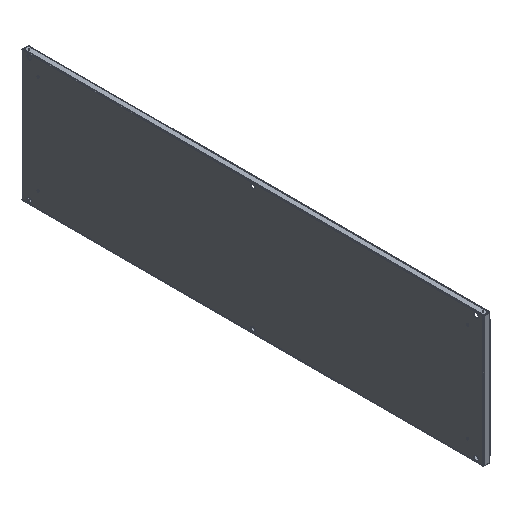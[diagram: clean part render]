
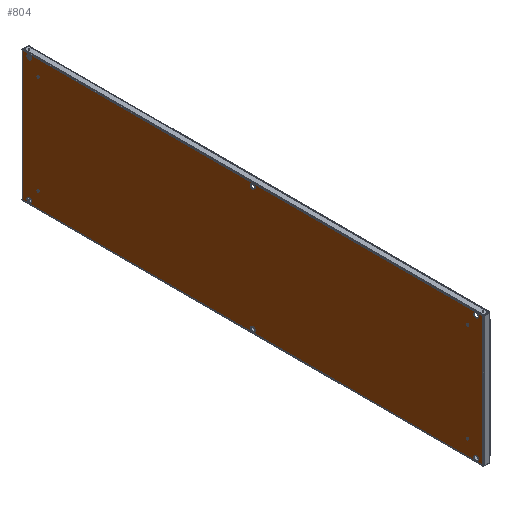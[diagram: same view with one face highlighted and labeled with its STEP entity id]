
A CAD part, isometric view. The second image highlights one B-rep face of the part: STEP entity #804.
In plain terms, the highlighted planar face has unit normal (-1, 0, 0).
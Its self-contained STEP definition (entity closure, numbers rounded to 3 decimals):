
#155 = EDGE_LOOP ( 'NONE', ( #2961 ) ) ;
#166 = DIRECTION ( 'NONE',  ( 0., -1., 0. ) ) ;
#206 = AXIS2_PLACEMENT_3D ( 'NONE', #1893, #919, #1380 ) ;
#268 = DIRECTION ( 'NONE',  ( 0., 1., 0. ) ) ;
#269 = ORIENTED_EDGE ( 'NONE', *, *, #704, .F. ) ;
#343 = DIRECTION ( 'NONE',  ( 0., 1., 0. ) ) ;
#355 = CIRCLE ( 'NONE', #3142, 3.5 ) ;
#385 = ORIENTED_EDGE ( 'NONE', *, *, #1921, .T. ) ;
#409 = CIRCLE ( 'NONE', #1348, 3.5 ) ;
#424 = VERTEX_POINT ( 'NONE', #471 ) ;
#471 = CARTESIAN_POINT ( 'NONE',  ( -2., 812., 227.5 ) ) ;
#504 = DIRECTION ( 'NONE',  ( 0., 0., -1. ) ) ;
#508 = VERTEX_POINT ( 'NONE', #1204 ) ;
#513 = VECTOR ( 'NONE', #504, 1000. ) ;
#538 = VERTEX_POINT ( 'NONE', #987 ) ;
#553 = CARTESIAN_POINT ( 'NONE',  ( -2., -791.5, -181. ) ) ;
#557 = EDGE_CURVE ( 'NONE', #424, #424, #617, .T. ) ;
#579 = DIRECTION ( 'NONE',  ( 1., 0., 0. ) ) ;
#592 = CARTESIAN_POINT ( 'NONE',  ( -2., 845., 238. ) ) ;
#593 = FACE_BOUND ( 'NONE', #2069, .T. ) ;
#607 = EDGE_LOOP ( 'NONE', ( #1226 ) ) ;
#617 = CIRCLE ( 'NONE', #2136, 8. ) ;
#644 = EDGE_LOOP ( 'NONE', ( #917 ) ) ;
#646 = ORIENTED_EDGE ( 'NONE', *, *, #1123, .F. ) ;
#653 = CARTESIAN_POINT ( 'NONE',  ( -2., 845., 238. ) ) ;
#687 = ORIENTED_EDGE ( 'NONE', *, *, #1587, .T. ) ;
#704 = EDGE_CURVE ( 'NONE', #2444, #2444, #3251, .T. ) ;
#735 = CARTESIAN_POINT ( 'NONE',  ( -2., 0., 227.5 ) ) ;
#755 = CARTESIAN_POINT ( 'NONE',  ( -2., 788., -181. ) ) ;
#779 = AXIS2_PLACEMENT_3D ( 'NONE', #755, #2772, #268 ) ;
#795 = DIRECTION ( 'NONE',  ( 1., 0., 0. ) ) ;
#804 = ADVANCED_FACE ( 'NONE', ( #1311, #2321, #1824, #1045, #2596, #2843, #2034, #1058, #593, #2067, #3112 ), #2053, .F. ) ;
#848 = VERTEX_POINT ( 'NONE', #1071 ) ;
#901 = CARTESIAN_POINT ( 'NONE',  ( -2., 845., -238. ) ) ;
#905 = EDGE_LOOP ( 'NONE', ( #3073 ) ) ;
#917 = ORIENTED_EDGE ( 'NONE', *, *, #2224, .T. ) ;
#919 = DIRECTION ( 'NONE',  ( 1., 0., 0. ) ) ;
#963 = EDGE_LOOP ( 'NONE', ( #269 ) ) ;
#987 = CARTESIAN_POINT ( 'NONE',  ( -2., 791.5, 181. ) ) ;
#995 = CARTESIAN_POINT ( 'NONE',  ( -2., 845., 238. ) ) ;
#1036 = VERTEX_POINT ( 'NONE', #1521 ) ;
#1045 = FACE_BOUND ( 'NONE', #2740, .T. ) ;
#1058 = FACE_BOUND ( 'NONE', #155, .T. ) ;
#1071 = CARTESIAN_POINT ( 'NONE',  ( -2., 845., -238. ) ) ;
#1123 = EDGE_CURVE ( 'NONE', #3172, #3172, #1512, .T. ) ;
#1136 = VECTOR ( 'NONE', #1274, 1000. ) ;
#1141 = ORIENTED_EDGE ( 'NONE', *, *, #1792, .F. ) ;
#1147 = CARTESIAN_POINT ( 'NONE',  ( -2., -788., 181. ) ) ;
#1204 = CARTESIAN_POINT ( 'NONE',  ( -2., -845., 238. ) ) ;
#1206 = DIRECTION ( 'NONE',  ( 0., -1., 0. ) ) ;
#1211 = ORIENTED_EDGE ( 'NONE', *, *, #2212, .T. ) ;
#1226 = ORIENTED_EDGE ( 'NONE', *, *, #2434, .T. ) ;
#1258 = EDGE_LOOP ( 'NONE', ( #2687 ) ) ;
#1266 = VERTEX_POINT ( 'NONE', #1801 ) ;
#1274 = DIRECTION ( 'NONE',  ( 0., 0., -1. ) ) ;
#1311 = FACE_BOUND ( 'NONE', #1810, .T. ) ;
#1332 = CARTESIAN_POINT ( 'NONE',  ( -2., 820., -227.5 ) ) ;
#1348 = AXIS2_PLACEMENT_3D ( 'NONE', #1610, #795, #343 ) ;
#1359 = EDGE_CURVE ( 'NONE', #3218, #3218, #2935, .T. ) ;
#1380 = DIRECTION ( 'NONE',  ( 0., -1., 0. ) ) ;
#1423 = DIRECTION ( 'NONE',  ( -1., 0., 0. ) ) ;
#1445 = CARTESIAN_POINT ( 'NONE',  ( -2., 0., -227.5 ) ) ;
#1472 = DIRECTION ( 'NONE',  ( 0., -1., 0. ) ) ;
#1503 = EDGE_CURVE ( 'NONE', #3025, #3025, #1872, .T. ) ;
#1512 = CIRCLE ( 'NONE', #2410, 3.5 ) ;
#1521 = CARTESIAN_POINT ( 'NONE',  ( -2., -8., 227.5 ) ) ;
#1543 = CARTESIAN_POINT ( 'NONE',  ( -2., 845., 238. ) ) ;
#1587 = EDGE_CURVE ( 'NONE', #848, #2499, #2718, .T. ) ;
#1590 = DIRECTION ( 'NONE',  ( 0., 1., 0. ) ) ;
#1610 = CARTESIAN_POINT ( 'NONE',  ( -2., 788., 181. ) ) ;
#1732 = EDGE_CURVE ( 'NONE', #1036, #1036, #2132, .T. ) ;
#1752 = VERTEX_POINT ( 'NONE', #2482 ) ;
#1792 = EDGE_CURVE ( 'NONE', #508, #2499, #3234, .T. ) ;
#1796 = LINE ( 'NONE', #592, #1136 ) ;
#1801 = CARTESIAN_POINT ( 'NONE',  ( -2., 812., -227.5 ) ) ;
#1810 = EDGE_LOOP ( 'NONE', ( #1211 ) ) ;
#1824 = FACE_BOUND ( 'NONE', #644, .T. ) ;
#1830 = DIRECTION ( 'NONE',  ( 0., -1., 0. ) ) ;
#1831 = AXIS2_PLACEMENT_3D ( 'NONE', #2737, #1423, #166 ) ;
#1849 = DIRECTION ( 'NONE',  ( 0., -1., 0. ) ) ;
#1872 = CIRCLE ( 'NONE', #1831, 8. ) ;
#1893 = CARTESIAN_POINT ( 'NONE',  ( -2., -820., -227.5 ) ) ;
#1921 = EDGE_CURVE ( 'NONE', #1266, #1266, #2564, .T. ) ;
#1985 = CIRCLE ( 'NONE', #206, 8. ) ;
#1998 = DIRECTION ( 'NONE',  ( 0., -1., 0. ) ) ;
#2007 = ORIENTED_EDGE ( 'NONE', *, *, #2759, .F. ) ;
#2026 = DIRECTION ( 'NONE',  ( -1., 0., 0. ) ) ;
#2034 = FACE_BOUND ( 'NONE', #1258, .T. ) ;
#2040 = VERTEX_POINT ( 'NONE', #553 ) ;
#2053 = PLANE ( 'NONE',  #2790 ) ;
#2054 = ORIENTED_EDGE ( 'NONE', *, *, #1359, .T. ) ;
#2065 = DIRECTION ( 'NONE',  ( 1., 0., 0. ) ) ;
#2067 = FACE_BOUND ( 'NONE', #905, .T. ) ;
#2069 = EDGE_LOOP ( 'NONE', ( #646 ) ) ;
#2132 = CIRCLE ( 'NONE', #3192, 8. ) ;
#2136 = AXIS2_PLACEMENT_3D ( 'NONE', #3244, #2745, #2506 ) ;
#2150 = LINE ( 'NONE', #653, #2838 ) ;
#2172 = DIRECTION ( 'NONE',  ( -1., 0., 0. ) ) ;
#2174 = CARTESIAN_POINT ( 'NONE',  ( -2., -791.5, 181. ) ) ;
#2212 = EDGE_CURVE ( 'NONE', #538, #538, #409, .T. ) ;
#2224 = EDGE_CURVE ( 'NONE', #2040, #2040, #355, .T. ) ;
#2245 = CARTESIAN_POINT ( 'NONE',  ( -2., -845., 238. ) ) ;
#2297 = VECTOR ( 'NONE', #1206, 1000. ) ;
#2321 = FACE_BOUND ( 'NONE', #963, .T. ) ;
#2364 = DIRECTION ( 'NONE',  ( 1., 0., 0. ) ) ;
#2410 = AXIS2_PLACEMENT_3D ( 'NONE', #1147, #2172, #2928 ) ;
#2430 = CARTESIAN_POINT ( 'NONE',  ( -2., 791.5, -181. ) ) ;
#2434 = EDGE_CURVE ( 'NONE', #1752, #1752, #1985, .T. ) ;
#2444 = VERTEX_POINT ( 'NONE', #2430 ) ;
#2460 = AXIS2_PLACEMENT_3D ( 'NONE', #1332, #2364, #1849 ) ;
#2482 = CARTESIAN_POINT ( 'NONE',  ( -2., -828., -227.5 ) ) ;
#2499 = VERTEX_POINT ( 'NONE', #3018 ) ;
#2506 = DIRECTION ( 'NONE',  ( 0., -1., 0. ) ) ;
#2531 = ORIENTED_EDGE ( 'NONE', *, *, #2717, .T. ) ;
#2564 = CIRCLE ( 'NONE', #2460, 8. ) ;
#2576 = EDGE_LOOP ( 'NONE', ( #2054 ) ) ;
#2596 = FACE_BOUND ( 'NONE', #607, .T. ) ;
#2601 = VERTEX_POINT ( 'NONE', #995 ) ;
#2626 = EDGE_LOOP ( 'NONE', ( #687, #1141, #2007, #2531 ) ) ;
#2687 = ORIENTED_EDGE ( 'NONE', *, *, #1503, .F. ) ;
#2717 = EDGE_CURVE ( 'NONE', #2601, #848, #1796, .T. ) ;
#2718 = LINE ( 'NONE', #901, #2297 ) ;
#2737 = CARTESIAN_POINT ( 'NONE',  ( -2., -820., 227.5 ) ) ;
#2740 = EDGE_LOOP ( 'NONE', ( #385 ) ) ;
#2745 = DIRECTION ( 'NONE',  ( -1., 0., 0. ) ) ;
#2759 = EDGE_CURVE ( 'NONE', #2601, #508, #2150, .T. ) ;
#2772 = DIRECTION ( 'NONE',  ( -1., 0., 0. ) ) ;
#2790 = AXIS2_PLACEMENT_3D ( 'NONE', #1543, #579, #1590 ) ;
#2838 = VECTOR ( 'NONE', #1472, 1000. ) ;
#2843 = FACE_BOUND ( 'NONE', #2576, .T. ) ;
#2928 = DIRECTION ( 'NONE',  ( 0., -1., 0. ) ) ;
#2935 = CIRCLE ( 'NONE', #3087, 8. ) ;
#2952 = CARTESIAN_POINT ( 'NONE',  ( -2., -8., -227.5 ) ) ;
#2961 = ORIENTED_EDGE ( 'NONE', *, *, #557, .F. ) ;
#3010 = CARTESIAN_POINT ( 'NONE',  ( -2., -828., 227.5 ) ) ;
#3018 = CARTESIAN_POINT ( 'NONE',  ( -2., -845., -238. ) ) ;
#3025 = VERTEX_POINT ( 'NONE', #3010 ) ;
#3057 = CARTESIAN_POINT ( 'NONE',  ( -2., -788., -181. ) ) ;
#3073 = ORIENTED_EDGE ( 'NONE', *, *, #1732, .F. ) ;
#3079 = DIRECTION ( 'NONE',  ( 0., -1., 0. ) ) ;
#3084 = DIRECTION ( 'NONE',  ( 1., 0., 0. ) ) ;
#3087 = AXIS2_PLACEMENT_3D ( 'NONE', #1445, #2065, #3079 ) ;
#3112 = FACE_OUTER_BOUND ( 'NONE', #2626, .T. ) ;
#3142 = AXIS2_PLACEMENT_3D ( 'NONE', #3057, #3084, #1830 ) ;
#3172 = VERTEX_POINT ( 'NONE', #2174 ) ;
#3192 = AXIS2_PLACEMENT_3D ( 'NONE', #735, #2026, #1998 ) ;
#3218 = VERTEX_POINT ( 'NONE', #2952 ) ;
#3234 = LINE ( 'NONE', #2245, #513 ) ;
#3244 = CARTESIAN_POINT ( 'NONE',  ( -2., 820., 227.5 ) ) ;
#3251 = CIRCLE ( 'NONE', #779, 3.5 ) ;
